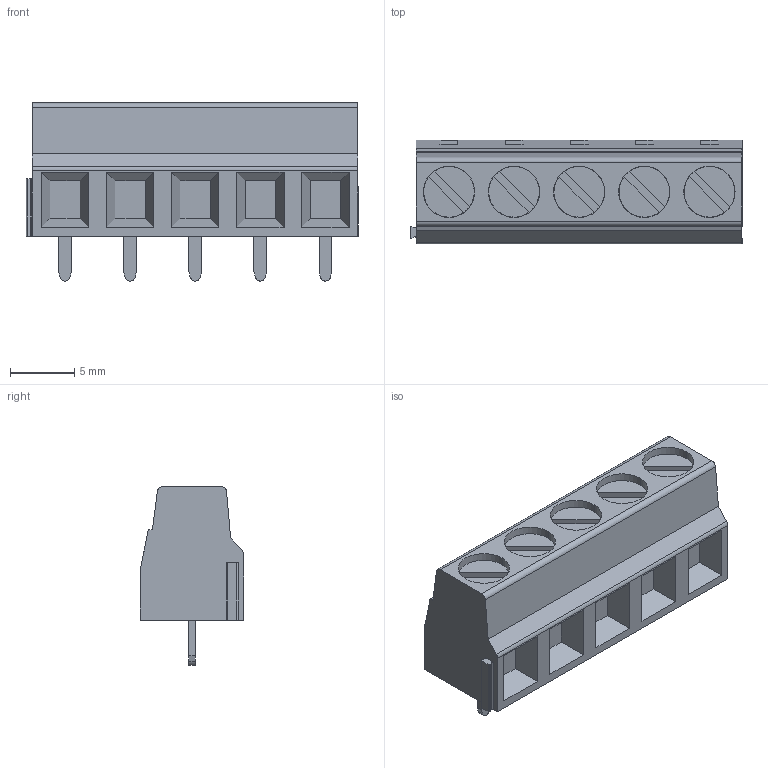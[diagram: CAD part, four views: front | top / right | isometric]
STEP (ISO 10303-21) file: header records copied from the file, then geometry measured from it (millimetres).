
FILE_DESCRIPTION(('CATIA V5 STEP Exchange','CAx-IF Rec.Pracs.--- Model Styling and Organization---1.4--- 2014-01-23'),'2;1');
FILE_NAME ('D1458992_1_1912560000_1912560000.stp','2021-07-23T11:23:01+00:00',('none'),('Weidmueller'),'CATIA Version 5-6 Release 2016 SP3 HF44','CATIA V5 STEP AP214','none');
FILE_SCHEMA(('AUTOMOTIVE_DESIGN { 1 0 10303 214 1 1 1 1 }'));
Length unit declared in the file: millimetre
Products named in the file (1): 1912560000
Bounding box: 25.9 x 8.1 x 13.9 mm (x, y, z)
Volume: 1720.8 mm3; surface area: 1620.9 mm2
Topology: 11 solids, 11 shells, 182 faces, 458 edges, 308 vertices
Faces by surface type: plane 139, cylinder 43
Entity records: 5590 total; most frequent: CARTESIAN_POINT 1063, ORIENTED_EDGE 916, DIRECTION 780, EDGE_CURVE 458, VECTOR 352, LINE 352, VERTEX_POINT 308, AXIS2_PLACEMENT_3D 259
